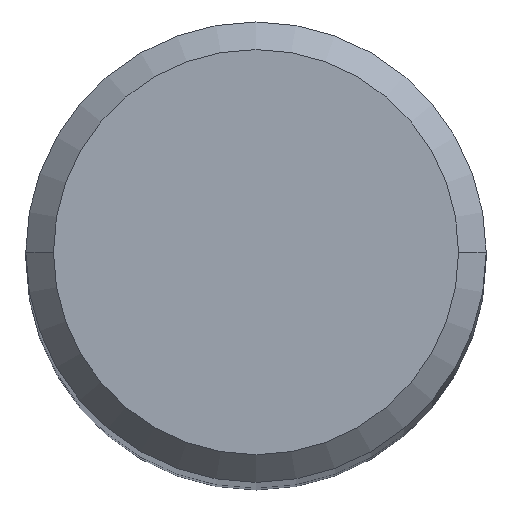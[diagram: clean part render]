
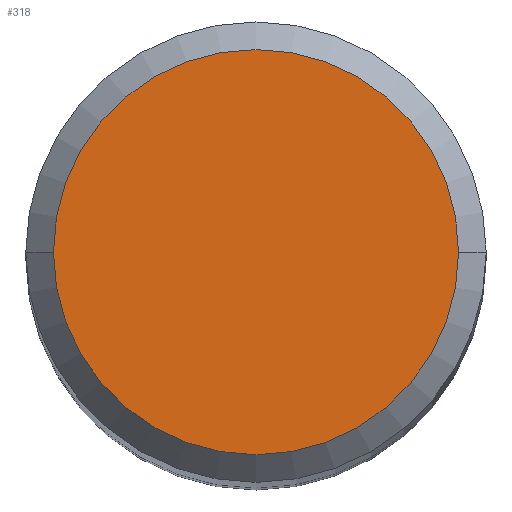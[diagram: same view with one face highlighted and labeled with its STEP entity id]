
A CAD part, top view. The second image highlights one B-rep face of the part: STEP entity #318.
In plain terms, the highlighted planar face has unit normal (0, 0, 1).
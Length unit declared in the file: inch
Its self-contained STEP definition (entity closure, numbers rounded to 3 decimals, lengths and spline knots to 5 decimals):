
#3 = EDGE_CURVE ( 'NONE', #135, #86, #133, .T. ) ;
#15 = AXIS2_PLACEMENT_3D ( 'NONE', #190, #322, #104 ) ;
#72 = EDGE_CURVE ( 'NONE', #86, #135, #267, .T. ) ;
#86 = VERTEX_POINT ( 'NONE', #151 ) ;
#93 = DIRECTION ( 'NONE',  ( 1., 0., 0. ) ) ;
#95 = DIRECTION ( 'NONE',  ( 1., 0., 0. ) ) ;
#104 = DIRECTION ( 'NONE',  ( 1., 0., 0. ) ) ;
#131 = FACE_OUTER_BOUND ( 'NONE', #172, .T. ) ;
#133 = CIRCLE ( 'NONE', #282, 0.11 ) ;
#135 = VERTEX_POINT ( 'NONE', #344 ) ;
#139 = AXIS2_PLACEMENT_3D ( 'NONE', #341, #334, #93 ) ;
#151 = CARTESIAN_POINT ( 'NONE',  ( -0.11, 0., 2.5 ) ) ;
#172 = EDGE_LOOP ( 'NONE', ( #250, #189 ) ) ;
#189 = ORIENTED_EDGE ( 'NONE', *, *, #3, .T. ) ;
#190 = CARTESIAN_POINT ( 'NONE',  ( 0., 0., 2.5 ) ) ;
#224 = CARTESIAN_POINT ( 'NONE',  ( 0., 0., 2.5 ) ) ;
#239 = PLANE ( 'NONE',  #15 ) ;
#250 = ORIENTED_EDGE ( 'NONE', *, *, #72, .T. ) ;
#267 = CIRCLE ( 'NONE', #139, 0.11 ) ;
#282 = AXIS2_PLACEMENT_3D ( 'NONE', #224, #336, #95 ) ;
#318 = ADVANCED_FACE ( 'NONE', ( #131 ), #239, .T. ) ;
#322 = DIRECTION ( 'NONE',  ( 0., 0., 1. ) ) ;
#334 = DIRECTION ( 'NONE',  ( 0., 0., 1. ) ) ;
#336 = DIRECTION ( 'NONE',  ( 0., 0., 1. ) ) ;
#341 = CARTESIAN_POINT ( 'NONE',  ( 0., 0., 2.5 ) ) ;
#344 = CARTESIAN_POINT ( 'NONE',  ( 0.11, 0., 2.5 ) ) ;
